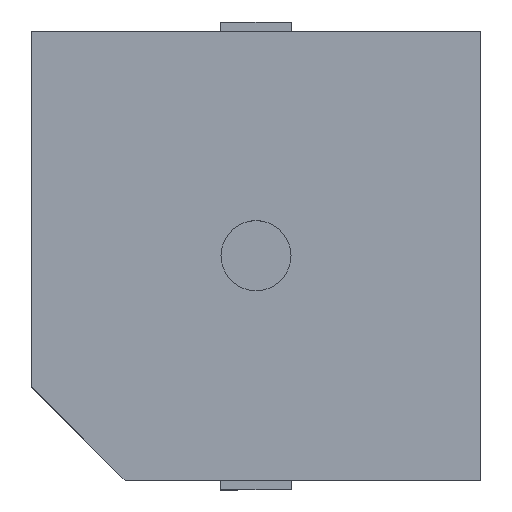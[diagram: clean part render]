
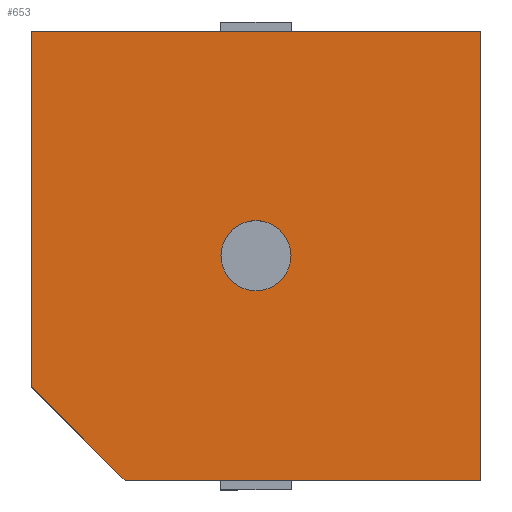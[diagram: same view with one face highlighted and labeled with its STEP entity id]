
A CAD part, top view. The second image highlights one B-rep face of the part: STEP entity #653.
In plain terms, the highlighted planar face has unit normal (0, 0, 1).
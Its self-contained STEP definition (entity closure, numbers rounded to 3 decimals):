
#90=CARTESIAN_POINT('',(-0.75,0.,5.0));
#91=VERTEX_POINT('',#90);
#107=CARTESIAN_POINT('',(0.75,0.,5.0));
#108=VERTEX_POINT('',#107);
#115=CARTESIAN_POINT('',(0.0,0.0,5.0));
#116=DIRECTION('',(0.0,0.0,-1.0));
#117=DIRECTION('',(-1.0,0.0,0.0));
#118=AXIS2_PLACEMENT_3D('',#115,#116,#117);
#119=CIRCLE('',#118,0.75);
#120=EDGE_CURVE('',#91,#108,#119,.T.);
#459=CARTESIAN_POINT('',(4.8,-4.8,5.0));
#460=VERTEX_POINT('',#459);
#467=CARTESIAN_POINT('',(-2.8,-4.8,5.0));
#468=VERTEX_POINT('',#467);
#469=CARTESIAN_POINT('',(4.8,-4.8,5.0));
#470=DIRECTION('',(-1.0,0.0,0.0));
#471=VECTOR('',#470,7.6);
#472=LINE('',#469,#471);
#473=EDGE_CURVE('',#460,#468,#472,.T.);
#490=CARTESIAN_POINT('',(4.8,4.8,5.0));
#491=VERTEX_POINT('',#490);
#498=CARTESIAN_POINT('',(4.8,4.8,5.0));
#499=DIRECTION('',(0.0,-1.0,0.0));
#500=VECTOR('',#499,9.6);
#501=LINE('',#498,#500);
#502=EDGE_CURVE('',#491,#460,#501,.T.);
#514=CARTESIAN_POINT('',(-4.8,4.8,5.0));
#515=VERTEX_POINT('',#514);
#522=CARTESIAN_POINT('',(-4.8,4.8,5.0));
#523=DIRECTION('',(1.0,0.0,0.0));
#524=VECTOR('',#523,9.6);
#525=LINE('',#522,#524);
#526=EDGE_CURVE('',#515,#491,#525,.T.);
#568=CARTESIAN_POINT('',(0.0,0.0,5.0));
#569=DIRECTION('',(0.0,0.0,-1.0));
#570=DIRECTION('',(-1.0,0.0,0.0));
#571=AXIS2_PLACEMENT_3D('',#568,#569,#570);
#572=CIRCLE('',#571,0.75);
#573=EDGE_CURVE('',#108,#91,#572,.T.);
#603=CARTESIAN_POINT('',(-4.8,-2.8,5.0));
#604=VERTEX_POINT('',#603);
#605=CARTESIAN_POINT('',(-2.8,-4.8,5.0));
#606=DIRECTION('',(-0.707,0.707,0.0));
#607=VECTOR('',#606,2.828);
#608=LINE('',#605,#607);
#609=EDGE_CURVE('',#468,#604,#608,.T.);
#627=CARTESIAN_POINT('',(-4.8,-2.8,5.0));
#628=DIRECTION('',(0.0,1.0,0.0));
#629=VECTOR('',#628,7.6);
#630=LINE('',#627,#629);
#631=EDGE_CURVE('',#604,#515,#630,.T.);
#637=CARTESIAN_POINT('',(0.173,0.173,5.0));
#638=DIRECTION('',(0.0,0.0,1.0));
#639=DIRECTION('',(1.0,0.0,0.0));
#640=AXIS2_PLACEMENT_3D('',#637,#638,#639);
#641=PLANE('',#640);
#642=ORIENTED_EDGE('',*,*,#502,.F.);
#643=ORIENTED_EDGE('',*,*,#526,.F.);
#644=ORIENTED_EDGE('',*,*,#631,.F.);
#645=ORIENTED_EDGE('',*,*,#609,.F.);
#646=ORIENTED_EDGE('',*,*,#473,.F.);
#647=EDGE_LOOP('',(#642,#643,#644,#645,#646));
#648=FACE_OUTER_BOUND('',#647,.T.);
#649=ORIENTED_EDGE('',*,*,#573,.T.);
#650=ORIENTED_EDGE('',*,*,#120,.T.);
#651=EDGE_LOOP('',(#649,#650));
#652=FACE_BOUND('',#651,.T.);
#653=ADVANCED_FACE('',(#648,#652),#641,.T.);
